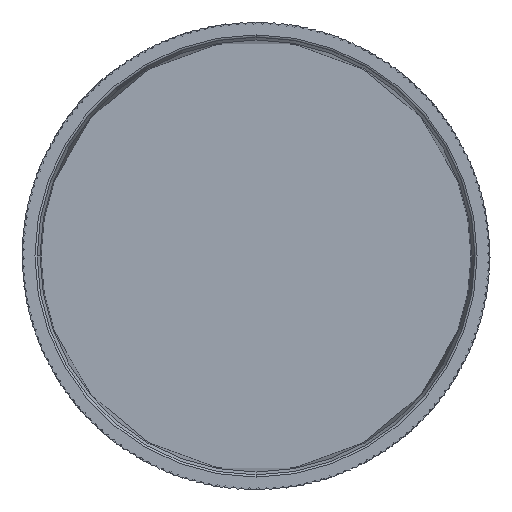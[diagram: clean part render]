
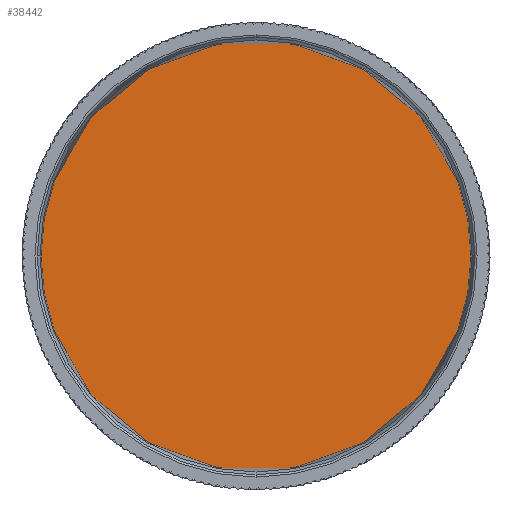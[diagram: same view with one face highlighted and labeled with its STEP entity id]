
A CAD part, front view. The second image highlights one B-rep face of the part: STEP entity #38442.
In plain terms, the highlighted planar face has unit normal (0, -1, 0).
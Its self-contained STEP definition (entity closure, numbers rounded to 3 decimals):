
#15692=CARTESIAN_POINT('',(0.,9.3,0.));
#15693=DIRECTION('',(0.,-1.,0.));
#15694=DIRECTION('',(-1.,0.,0.));
#15695=AXIS2_PLACEMENT_3D('',#15692,#15693,#15694);
#15700=CARTESIAN_POINT('',(0.,9.3,0.));
#15701=DIRECTION('',(0.,-1.,0.));
#15702=DIRECTION('',(1.,0.,0.));
#15703=AXIS2_PLACEMENT_3D('',#15700,#15701,#15702);
#18408=CARTESIAN_POINT('',(-18.4,9.3,0.));
#18410=VERTEX_POINT('',#18408);
#18412=CARTESIAN_POINT('',(18.4,9.3,0.));
#18413=VERTEX_POINT('',#18412);
#38433=CARTESIAN_POINT('',(0.,9.3,18.4));
#38434=DIRECTION('',(0.,-1.,0.));
#38435=DIRECTION('',(0.,0.,-1.));
#38436=AXIS2_PLACEMENT_3D('',#38433,#38434,#38435);
#38437=PLANE('',#38436);
#38438=ORIENTED_EDGE('',*,*,#38415,.F.);
#38439=ORIENTED_EDGE('',*,*,#38389,.F.);
#38440=EDGE_LOOP('',(#38438,#38439));
#38441=FACE_OUTER_BOUND('',#38440,.F.);
#38442=ADVANCED_FACE('',(#38441),#38437,.T.);
#15696=CIRCLE('',#15695,18.4);
#15704=CIRCLE('',#15703,18.4);
#38389=EDGE_CURVE('',#18413,#18410,#15704,.T.);
#38415=EDGE_CURVE('',#18410,#18413,#15696,.T.);
